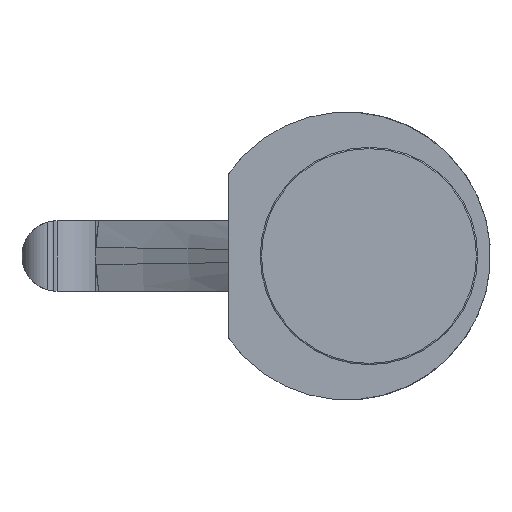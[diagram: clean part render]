
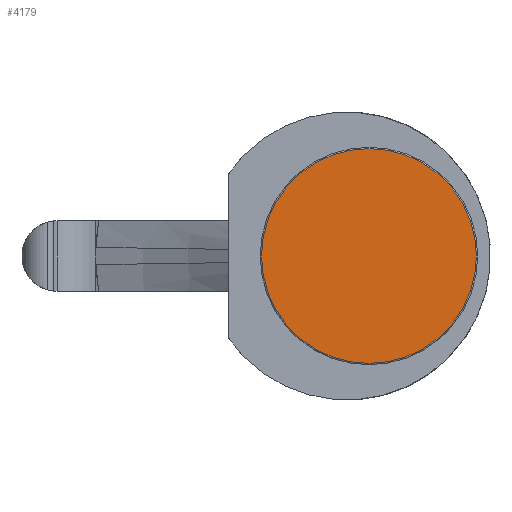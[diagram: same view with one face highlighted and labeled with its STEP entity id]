
A CAD part, left-side view. The second image highlights one B-rep face of the part: STEP entity #4179.
In plain terms, the highlighted planar face has unit normal (-1, 0, 0).
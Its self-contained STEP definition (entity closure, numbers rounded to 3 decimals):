
#1770=CARTESIAN_POINT('',(-45.,-1.5,0.));
#1771=DIRECTION('',(-1.,0.,0.));
#1772=DIRECTION('',(0.,0.,1.));
#1773=AXIS2_PLACEMENT_3D('',#1770,#1771,#1772);
#1775=CARTESIAN_POINT('',(-45.,-1.5,0.));
#1776=DIRECTION('',(-1.,0.,0.));
#1777=DIRECTION('',(0.,0.,-1.));
#1778=AXIS2_PLACEMENT_3D('',#1775,#1776,#1777);
#1896=CARTESIAN_POINT('',(-45.,-1.5,16.8));
#1897=CARTESIAN_POINT('',(-45.,-1.5,-16.8));
#1898=VERTEX_POINT('',#1896);
#1899=VERTEX_POINT('',#1897);
#4170=CARTESIAN_POINT('',(-45.,-1.5,0.));
#4171=DIRECTION('',(1.,0.,0.));
#4172=DIRECTION('',(0.,0.,1.));
#4173=AXIS2_PLACEMENT_3D('',#4170,#4171,#4172);
#4174=PLANE('',#4173);
#4175=ORIENTED_EDGE('',*,*,#4163,.F.);
#4176=ORIENTED_EDGE('',*,*,#4135,.F.);
#4177=EDGE_LOOP('',(#4175,#4176));
#4178=FACE_OUTER_BOUND('',#4177,.F.);
#4179=ADVANCED_FACE('',(#4178),#4174,.F.);
#1774=CIRCLE('',#1773,16.8);
#1779=CIRCLE('',#1778,16.8);
#4135=EDGE_CURVE('',#1899,#1898,#1779,.T.);
#4163=EDGE_CURVE('',#1898,#1899,#1774,.T.);
